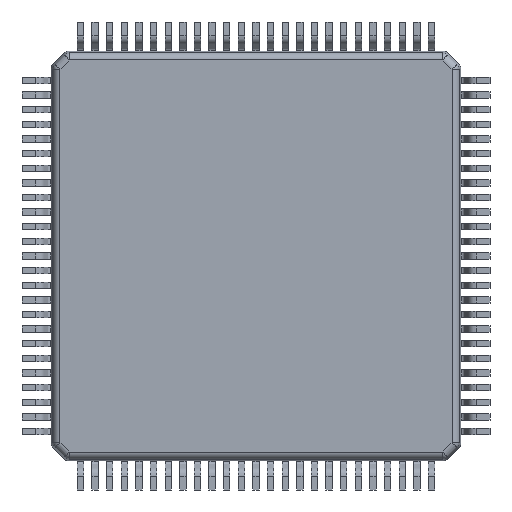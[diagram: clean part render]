
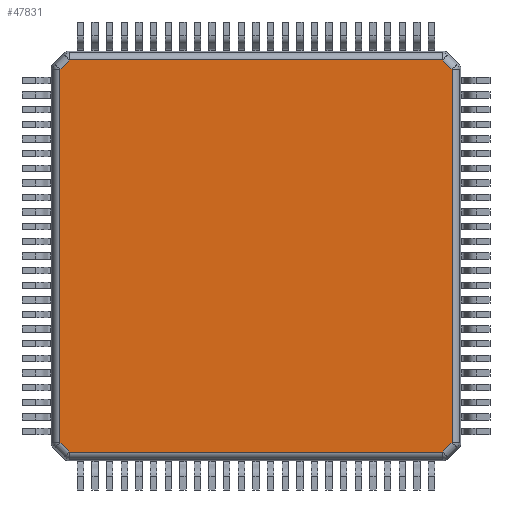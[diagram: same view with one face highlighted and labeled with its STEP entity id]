
A CAD part, front view. The second image highlights one B-rep face of the part: STEP entity #47831.
In plain terms, the highlighted planar face has unit normal (0, -1, 0).
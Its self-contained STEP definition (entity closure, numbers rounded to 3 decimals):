
#47760 = CARTESIAN_POINT ( 'NONE',  ( -6.701, 0.05, 6.376 ) ) ;
#47761 = VERTEX_POINT ( 'NONE', #47760 ) ;
#47762 = CARTESIAN_POINT ( 'NONE',  ( -6.701, 0.05, -6.376 ) ) ;
#47763 = VERTEX_POINT ( 'NONE', #47762 ) ;
#47764 = CARTESIAN_POINT ( 'NONE',  ( -6.701, 0.05, 0. ) ) ;
#47765 = DIRECTION ( 'NONE',  ( 0., 0., -1. ) ) ;
#47766 = VECTOR ( 'NONE', #47765, 1000. ) ;
#47767 = LINE ( 'NONE', #47764, #47766 ) ;
#47768 = EDGE_CURVE ( 'NONE', #47761, #47763, #47767, .T. ) ;
#47769 = ORIENTED_EDGE ( 'NONE', *, *, #47768, .T. ) ;
#47770 = CARTESIAN_POINT ( 'NONE',  ( -6.376, 0.05, -6.701 ) ) ;
#47771 = VERTEX_POINT ( 'NONE', #47770 ) ;
#47772 = CARTESIAN_POINT ( 'NONE',  ( -6.539, 0.05, -6.539 ) ) ;
#47773 = DIRECTION ( 'NONE',  ( 0.707, 0., -0.707 ) ) ;
#47774 = VECTOR ( 'NONE', #47773, 1000. ) ;
#47775 = LINE ( 'NONE', #47772, #47774 ) ;
#47776 = EDGE_CURVE ( 'NONE', #47763, #47771, #47775, .T. ) ;
#47777 = ORIENTED_EDGE ( 'NONE', *, *, #47776, .T. ) ;
#47778 = CARTESIAN_POINT ( 'NONE',  ( 6.376, 0.05, -6.701 ) ) ;
#47779 = VERTEX_POINT ( 'NONE', #47778 ) ;
#47780 = CARTESIAN_POINT ( 'NONE',  ( 0., 0.05, -6.701 ) ) ;
#47781 = DIRECTION ( 'NONE',  ( 1., 0., 0. ) ) ;
#47782 = VECTOR ( 'NONE', #47781, 1000. ) ;
#47783 = LINE ( 'NONE', #47780, #47782 ) ;
#47784 = EDGE_CURVE ( 'NONE', #47771, #47779, #47783, .T. ) ;
#47785 = ORIENTED_EDGE ( 'NONE', *, *, #47784, .T. ) ;
#47786 = CARTESIAN_POINT ( 'NONE',  ( 6.701, 0.05, -6.376 ) ) ;
#47787 = VERTEX_POINT ( 'NONE', #47786 ) ;
#47788 = CARTESIAN_POINT ( 'NONE',  ( 6.539, 0.05, -6.539 ) ) ;
#47789 = DIRECTION ( 'NONE',  ( 0.707, 0., 0.707 ) ) ;
#47790 = VECTOR ( 'NONE', #47789, 1000. ) ;
#47791 = LINE ( 'NONE', #47788, #47790 ) ;
#47792 = EDGE_CURVE ( 'NONE', #47779, #47787, #47791, .T. ) ;
#47793 = ORIENTED_EDGE ( 'NONE', *, *, #47792, .T. ) ;
#47794 = CARTESIAN_POINT ( 'NONE',  ( 6.701, 0.05, 6.376 ) ) ;
#47795 = VERTEX_POINT ( 'NONE', #47794 ) ;
#47796 = CARTESIAN_POINT ( 'NONE',  ( 6.701, 0.05, 0. ) ) ;
#47797 = DIRECTION ( 'NONE',  ( 0., 0., 1. ) ) ;
#47798 = VECTOR ( 'NONE', #47797, 1000. ) ;
#47799 = LINE ( 'NONE', #47796, #47798 ) ;
#47800 = EDGE_CURVE ( 'NONE', #47787, #47795, #47799, .T. ) ;
#47801 = ORIENTED_EDGE ( 'NONE', *, *, #47800, .T. ) ;
#47802 = CARTESIAN_POINT ( 'NONE',  ( 6.376, 0.05, 6.701 ) ) ;
#47803 = VERTEX_POINT ( 'NONE', #47802 ) ;
#47804 = CARTESIAN_POINT ( 'NONE',  ( 6.539, 0.05, 6.539 ) ) ;
#47805 = DIRECTION ( 'NONE',  ( -0.707, 0., 0.707 ) ) ;
#47806 = VECTOR ( 'NONE', #47805, 1000. ) ;
#47807 = LINE ( 'NONE', #47804, #47806 ) ;
#47808 = EDGE_CURVE ( 'NONE', #47795, #47803, #47807, .T. ) ;
#47809 = ORIENTED_EDGE ( 'NONE', *, *, #47808, .T. ) ;
#47810 = CARTESIAN_POINT ( 'NONE',  ( -6.376, 0.05, 6.701 ) ) ;
#47811 = VERTEX_POINT ( 'NONE', #47810 ) ;
#47812 = CARTESIAN_POINT ( 'NONE',  ( 0., 0.05, 6.701 ) ) ;
#47813 = DIRECTION ( 'NONE',  ( -1., 0., 0. ) ) ;
#47814 = VECTOR ( 'NONE', #47813, 1000. ) ;
#47815 = LINE ( 'NONE', #47812, #47814 ) ;
#47816 = EDGE_CURVE ( 'NONE', #47803, #47811, #47815, .T. ) ;
#47817 = ORIENTED_EDGE ( 'NONE', *, *, #47816, .T. ) ;
#47818 = CARTESIAN_POINT ( 'NONE',  ( -6.539, 0.05, 6.539 ) ) ;
#47819 = DIRECTION ( 'NONE',  ( -0.707, 0., -0.707 ) ) ;
#47820 = VECTOR ( 'NONE', #47819, 1000. ) ;
#47821 = LINE ( 'NONE', #47818, #47820 ) ;
#47822 = EDGE_CURVE ( 'NONE', #47811, #47761, #47821, .T. ) ;
#47823 = ORIENTED_EDGE ( 'NONE', *, *, #47822, .T. ) ;
#47824 = EDGE_LOOP ( 'NONE', ( #47769, #47777, #47785, #47793, #47801, #47809, #47817, #47823 ) ) ;
#47825 = FACE_OUTER_BOUND ( 'NONE', #47824, .T. ) ;
#47826 = CARTESIAN_POINT ( 'NONE',  ( 0., 0.05, 0. ) ) ;
#47827 = DIRECTION ( 'NONE',  ( 0., -1., 0. ) ) ;
#47828 = DIRECTION ( 'NONE',  ( 0., 0., -1. ) ) ;
#47829 = AXIS2_PLACEMENT_3D ( 'NONE', #47826, #47827, #47828 ) ;
#47830 = PLANE ( 'NONE', #47829 ) ;
#47831 = ADVANCED_FACE ( 'NONE', ( #47825 ), #47830, .T. ) ;
